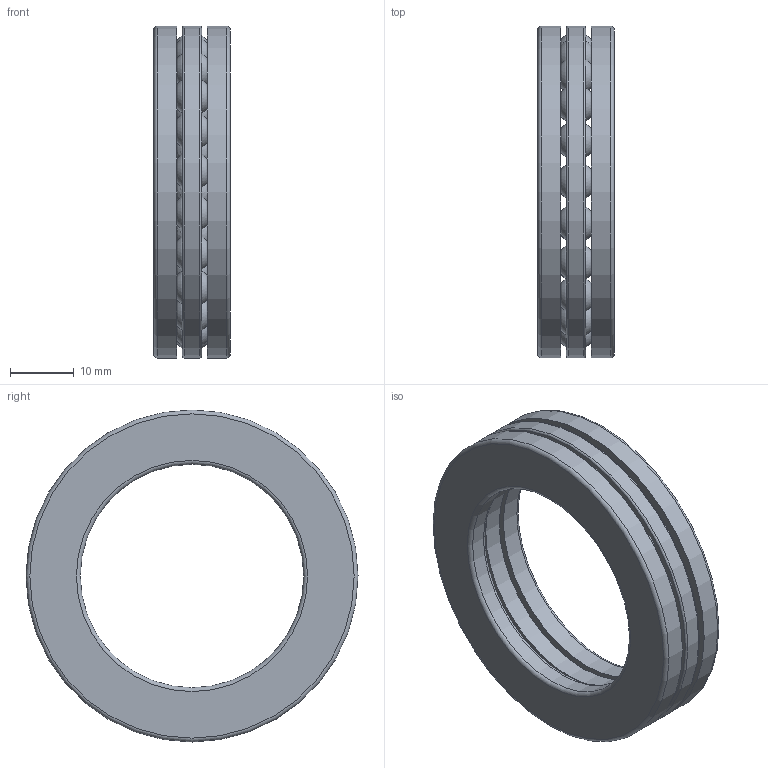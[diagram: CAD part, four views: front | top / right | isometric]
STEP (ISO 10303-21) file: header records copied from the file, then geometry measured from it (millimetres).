
FILE_DESCRIPTION(/* description */ ('STEP AP203'),/* implementation_level */ '2;1');
FILE_NAME(/* name */ 'LILY_51107',/* time_stamp */ '2022-06-30T09:49:21+02:00',/* author */ ('License CC BY-ND 4.0'),/* organization */ ('CADENAS'),/* preprocessor_version */ 'ST-DEVELOPER v18.102',/* originating_system */ 'PARTsolutions',/* authorisation */ ' ');
FILE_SCHEMA (('CONFIG_CONTROL_DESIGN'));
Length unit declared in the file: millimetre
Products named in the file (5): LILY_51107; LILY_51107_PART4; LILY_51107_PART3; LILY_51107_PART2; LILY_51107_PART1
Assembly tree (24 placements, depth 2):
  LILY_51107
    LILY_51107_PART4  x21
    LILY_51107_PART3
    LILY_51107_PART2
    LILY_51107_PART1
Bounding box: 12 x 52 x 52 mm (x, y, z)
Volume: 11231.3 mm3; surface area: 11581.1 mm2
Topology: 24 solids, 24 shells, 65 faces, 185 edges, 128 vertices
Faces by surface type: cylinder 27, sphere 21, torus 9, plane 8
Full cylindrical faces by diameter (mm): 6 x21, 35 x1, 37 x2, 52 x3
Entity records: 1492 total; most frequent: DIRECTION 270, CARTESIAN_POINT 201, AXIS2_PLACEMENT_3D 135, FACE_BOUND 131, ORIENTED_EDGE 130, EDGE_LOOP 130, VERTEX_POINT 66, EDGE_CURVE 65
